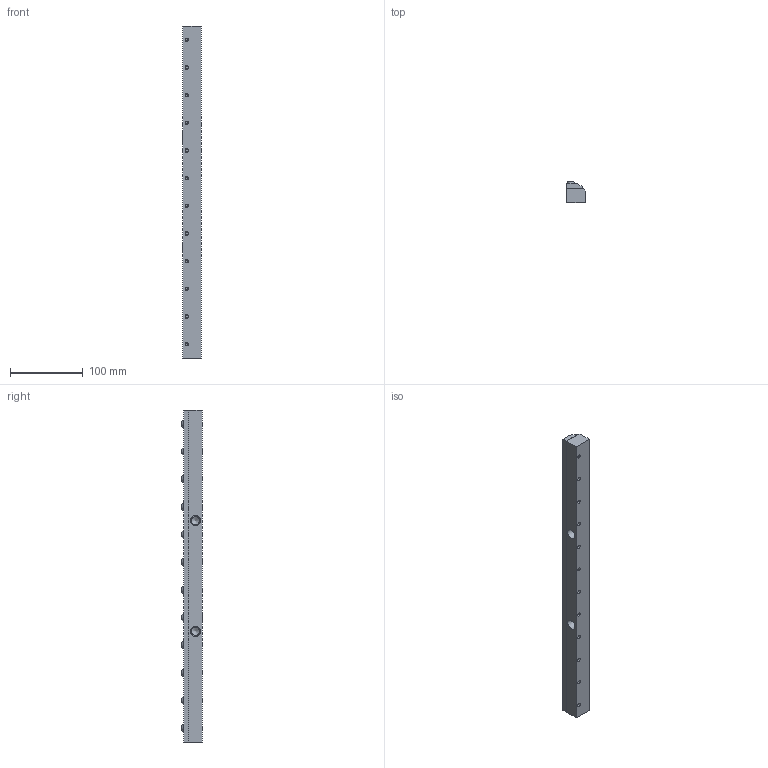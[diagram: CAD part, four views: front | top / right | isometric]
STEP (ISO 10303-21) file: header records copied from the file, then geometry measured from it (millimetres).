
FILE_DESCRIPTION((''),'2;1');
FILE_NAME('2618.stp','2012-03-12T12:47:12',('Dan Preston'),(''),'Autodesk Inventor 2012','Autodesk Inventor 2012','');
FILE_SCHEMA(('AUTOMOTIVE_DESIGN { 1 0 10303 214 1 1 1 1 }'));
Length unit declared in the file: inch
Products named in the file (4): 2603; 2603-b; 2603-c; Hexagon Socket Button Head Cap Screw - Inch 10 - 24 x 5/8
Assembly tree (14 placements, depth 2):
  2603
    2603-b
    2603-c
    Hexagon Socket Button Head Cap Screw - Inch 10 - 24 x 5/8  x12
Bounding box: 25.41 x 28.51 x 457.2 mm (x, y, z)
Volume: 271795.8 mm3; surface area: 75580.4 mm2
Topology: 14 solids, 14 shells, 228 faces, 534 edges, 348 vertices
Faces by surface type: plane 126, cylinder 52, cone 26, torus 12, bspline 12
Full cylindrical faces by diameter (mm): 4.801 x12, 4.826 x12, 5.159 x12, 9.169 x12, 11.113 x2, 13.716 x2
Entity records: 2023 total; most frequent: CARTESIAN_POINT 353, DIRECTION 334, ORIENTED_EDGE 234, EDGE_LOOP 150, AXIS2_PLACEMENT_3D 143, EDGE_CURVE 117, VERTEX_POINT 99, FACE_BOUND 87
